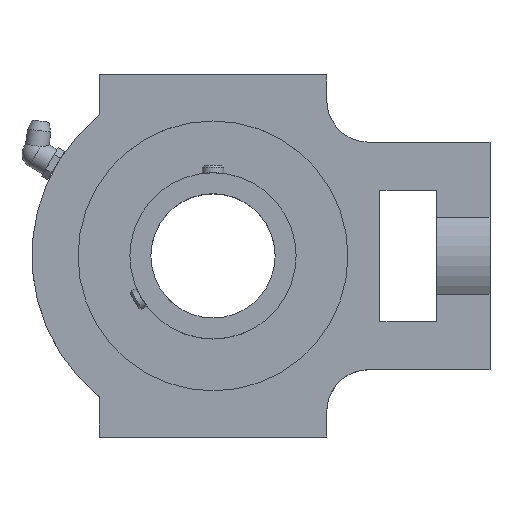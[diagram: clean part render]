
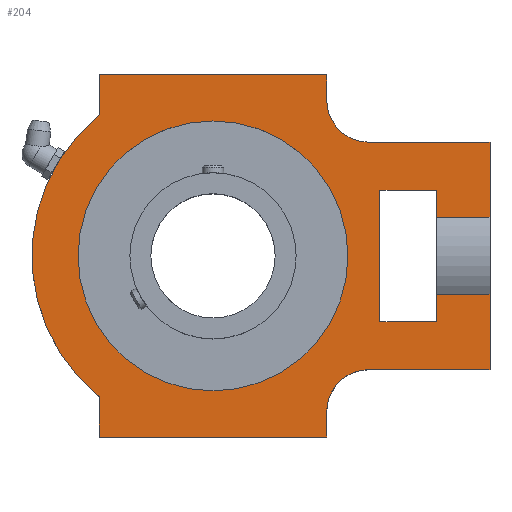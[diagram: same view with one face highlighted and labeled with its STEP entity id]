
A CAD part, top view. The second image highlights one B-rep face of the part: STEP entity #204.
In plain terms, the highlighted planar face has unit normal (0, 0, 1).
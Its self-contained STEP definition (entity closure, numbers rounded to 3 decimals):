
#204 = ADVANCED_FACE( '', ( #346, #347 ), #348, .T. );
#346 = FACE_BOUND( '', #543, .T. );
#347 = FACE_OUTER_BOUND( '', #544, .T. );
#348 = PLANE( '', #545 );
#543 = EDGE_LOOP( '', ( #865 ) );
#544 = EDGE_LOOP( '', ( #866, #867, #868, #869, #870, #871, #872, #873, #874, #875, #876, #877, #878, #879, #880, #881, #882, #883, #884, #885 ) );
#545 = AXIS2_PLACEMENT_3D( '', #886, #887, #888 );
#865 = ORIENTED_EDGE( '', *, *, #1308, .F. );
#866 = ORIENTED_EDGE( '', *, *, #1309, .T. );
#867 = ORIENTED_EDGE( '', *, *, #1310, .F. );
#868 = ORIENTED_EDGE( '', *, *, #1311, .T. );
#869 = ORIENTED_EDGE( '', *, *, #1312, .F. );
#870 = ORIENTED_EDGE( '', *, *, #1313, .T. );
#871 = ORIENTED_EDGE( '', *, *, #1314, .T. );
#872 = ORIENTED_EDGE( '', *, *, #1315, .T. );
#873 = ORIENTED_EDGE( '', *, *, #1316, .T. );
#874 = ORIENTED_EDGE( '', *, *, #1317, .T. );
#875 = ORIENTED_EDGE( '', *, *, #1318, .F. );
#876 = ORIENTED_EDGE( '', *, *, #1319, .T. );
#877 = ORIENTED_EDGE( '', *, *, #1320, .F. );
#878 = ORIENTED_EDGE( '', *, *, #1321, .F. );
#879 = ORIENTED_EDGE( '', *, *, #1322, .T. );
#880 = ORIENTED_EDGE( '', *, *, #1323, .F. );
#881 = ORIENTED_EDGE( '', *, *, #1324, .F. );
#882 = ORIENTED_EDGE( '', *, *, #1325, .F. );
#883 = ORIENTED_EDGE( '', *, *, #1326, .T. );
#884 = ORIENTED_EDGE( '', *, *, #1327, .T. );
#885 = ORIENTED_EDGE( '', *, *, #1328, .F. );
#886 = CARTESIAN_POINT( '', ( 63., 51., 15. ) );
#887 = DIRECTION( '', ( 0., 0., 1. ) );
#888 = DIRECTION( '', ( 1., 0., 0. ) );
#1308 = EDGE_CURVE( '', #1533, #1533, #1534, .T. );
#1309 = EDGE_CURVE( '', #1535, #1536, #1537, .T. );
#1310 = EDGE_CURVE( '', #1538, #1536, #1539, .T. );
#1311 = EDGE_CURVE( '', #1538, #1540, #1541, .T. );
#1312 = EDGE_CURVE( '', #1542, #1540, #1543, .T. );
#1313 = EDGE_CURVE( '', #1542, #1544, #1545, .T. );
#1314 = EDGE_CURVE( '', #1544, #1546, #1547, .T. );
#1315 = EDGE_CURVE( '', #1546, #1548, #1549, .T. );
#1316 = EDGE_CURVE( '', #1548, #1550, #1551, .T. );
#1317 = EDGE_CURVE( '', #1550, #1552, #1553, .T. );
#1318 = EDGE_CURVE( '', #1554, #1552, #1555, .T. );
#1319 = EDGE_CURVE( '', #1554, #1556, #1557, .T. );
#1320 = EDGE_CURVE( '', #1558, #1556, #1559, .T. );
#1321 = EDGE_CURVE( '', #1560, #1558, #1561, .T. );
#1322 = EDGE_CURVE( '', #1560, #1562, #1563, .T. );
#1323 = EDGE_CURVE( '', #1564, #1562, #1565, .T. );
#1324 = EDGE_CURVE( '', #1566, #1564, #1567, .T. );
#1325 = EDGE_CURVE( '', #1568, #1566, #1569, .T. );
#1326 = EDGE_CURVE( '', #1568, #1570, #1571, .T. );
#1327 = EDGE_CURVE( '', #1570, #1572, #1573, .T. );
#1328 = EDGE_CURVE( '', #1535, #1572, #1574, .T. );
#1533 = VERTEX_POINT( '', #2130 );
#1534 = CIRCLE( '', #2131, 38. );
#1535 = VERTEX_POINT( '', #2132 );
#1536 = VERTEX_POINT( '', #2133 );
#1537 = LINE( '', #2134, #2135 );
#1538 = VERTEX_POINT( '', #2136 );
#1539 = CIRCLE( '', #2137, 12. );
#1540 = VERTEX_POINT( '', #2138 );
#1541 = LINE( '', #2139, #2140 );
#1542 = VERTEX_POINT( '', #2141 );
#1543 = LINE( '', #2142, #2143 );
#1544 = VERTEX_POINT( '', #2144 );
#1545 = LINE( '', #2145, #2146 );
#1546 = VERTEX_POINT( '', #2147 );
#1547 = CIRCLE( '', #2148, 51. );
#1548 = VERTEX_POINT( '', #2149 );
#1549 = LINE( '', #2150, #2151 );
#1550 = VERTEX_POINT( '', #2152 );
#1551 = LINE( '', #2153, #2154 );
#1552 = VERTEX_POINT( '', #2155 );
#1553 = LINE( '', #2156, #2157 );
#1554 = VERTEX_POINT( '', #2158 );
#1555 = CIRCLE( '', #2159, 12. );
#1556 = VERTEX_POINT( '', #2160 );
#1557 = LINE( '', #2161, #2162 );
#1558 = VERTEX_POINT( '', #2163 );
#1559 = LINE( '', #2164, #2165 );
#1560 = VERTEX_POINT( '', #2166 );
#1561 = LINE( '', #2167, #2168 );
#1562 = VERTEX_POINT( '', #2169 );
#1563 = LINE( '', #2170, #2171 );
#1564 = VERTEX_POINT( '', #2172 );
#1565 = LINE( '', #2173, #2174 );
#1566 = VERTEX_POINT( '', #2175 );
#1567 = LINE( '', #2176, #2177 );
#1568 = VERTEX_POINT( '', #2178 );
#1569 = LINE( '', #2179, #2180 );
#1570 = VERTEX_POINT( '', #2181 );
#1571 = LINE( '', #2182, #2183 );
#1572 = VERTEX_POINT( '', #2184 );
#1573 = LINE( '', #2185, #2186 );
#1574 = LINE( '', #2187, #2188 );
#2130 = CARTESIAN_POINT( '', ( 38., 0., 15. ) );
#2131 = AXIS2_PLACEMENT_3D( '', #2541, #2542, #2543 );
#2132 = CARTESIAN_POINT( '', ( 78., 32., 15. ) );
#2133 = CARTESIAN_POINT( '', ( 44., 32., 15. ) );
#2134 = CARTESIAN_POINT( '', ( 78., 32., 15. ) );
#2135 = VECTOR( '', #2544, 1000. );
#2136 = CARTESIAN_POINT( '', ( 32., 44., 15. ) );
#2137 = AXIS2_PLACEMENT_3D( '', #2545, #2546, #2547 );
#2138 = CARTESIAN_POINT( '', ( 32., 51., 15. ) );
#2139 = CARTESIAN_POINT( '', ( 32., 44., 15. ) );
#2140 = VECTOR( '', #2548, 1000. );
#2141 = CARTESIAN_POINT( '', ( -32., 51., 15. ) );
#2142 = CARTESIAN_POINT( '', ( -66., 51., 15. ) );
#2143 = VECTOR( '', #2549, 1000. );
#2144 = CARTESIAN_POINT( '', ( -32., 39.711, 15. ) );
#2145 = CARTESIAN_POINT( '', ( -32., 51., 15. ) );
#2146 = VECTOR( '', #2550, 1000. );
#2147 = CARTESIAN_POINT( '', ( -32., -39.711, 15. ) );
#2148 = AXIS2_PLACEMENT_3D( '', #2551, #2552, #2553 );
#2149 = CARTESIAN_POINT( '', ( -32., -51., 15. ) );
#2150 = CARTESIAN_POINT( '', ( -32., -39.711, 15. ) );
#2151 = VECTOR( '', #2554, 1000. );
#2152 = CARTESIAN_POINT( '', ( 32., -51., 15. ) );
#2153 = CARTESIAN_POINT( '', ( -66., -51., 15. ) );
#2154 = VECTOR( '', #2555, 1000. );
#2155 = CARTESIAN_POINT( '', ( 32., -44., 15. ) );
#2156 = CARTESIAN_POINT( '', ( 32., -51., 15. ) );
#2157 = VECTOR( '', #2556, 1000. );
#2158 = CARTESIAN_POINT( '', ( 44., -32., 15. ) );
#2159 = AXIS2_PLACEMENT_3D( '', #2557, #2558, #2559 );
#2160 = CARTESIAN_POINT( '', ( 78., -32., 15. ) );
#2161 = CARTESIAN_POINT( '', ( 44., -32., 15. ) );
#2162 = VECTOR( '', #2560, 1000. );
#2163 = CARTESIAN_POINT( '', ( 78., -10.828, 15. ) );
#2164 = CARTESIAN_POINT( '', ( 78., -10.828, 15. ) );
#2165 = VECTOR( '', #2561, 1000. );
#2166 = CARTESIAN_POINT( '', ( 63., -10.828, 15. ) );
#2167 = CARTESIAN_POINT( '', ( 63., -10.828, 15. ) );
#2168 = VECTOR( '', #2562, 1000. );
#2169 = CARTESIAN_POINT( '', ( 63., -18.5, 15. ) );
#2170 = CARTESIAN_POINT( '', ( 63., -10.828, 15. ) );
#2171 = VECTOR( '', #2563, 1000. );
#2172 = CARTESIAN_POINT( '', ( 47., -18.5, 15. ) );
#2173 = CARTESIAN_POINT( '', ( 47., -18.5, 15. ) );
#2174 = VECTOR( '', #2564, 1000. );
#2175 = CARTESIAN_POINT( '', ( 47., 18.5, 15. ) );
#2176 = CARTESIAN_POINT( '', ( 47., 18.5, 15. ) );
#2177 = VECTOR( '', #2565, 1000. );
#2178 = CARTESIAN_POINT( '', ( 63., 18.5, 15. ) );
#2179 = CARTESIAN_POINT( '', ( 63., 18.5, 15. ) );
#2180 = VECTOR( '', #2566, 1000. );
#2181 = CARTESIAN_POINT( '', ( 63., 10.828, 15. ) );
#2182 = CARTESIAN_POINT( '', ( 63., 51., 15. ) );
#2183 = VECTOR( '', #2567, 1000. );
#2184 = CARTESIAN_POINT( '', ( 78., 10.828, 15. ) );
#2185 = CARTESIAN_POINT( '', ( 63., 10.828, 15. ) );
#2186 = VECTOR( '', #2568, 1000. );
#2187 = CARTESIAN_POINT( '', ( 78., 51., 15. ) );
#2188 = VECTOR( '', #2569, 1000. );
#2541 = CARTESIAN_POINT( '', ( 0., 0., 15. ) );
#2542 = DIRECTION( '', ( 0., 0., 1. ) );
#2543 = DIRECTION( '', ( 1., 0., 0. ) );
#2544 = DIRECTION( '', ( -1., 0., 0. ) );
#2545 = CARTESIAN_POINT( '', ( 44., 44., 15. ) );
#2546 = DIRECTION( '', ( 0., 0., 1. ) );
#2547 = DIRECTION( '', ( 1., 0., 0. ) );
#2548 = DIRECTION( '', ( 0., 1., 0. ) );
#2549 = DIRECTION( '', ( 1., 0., 0. ) );
#2550 = DIRECTION( '', ( 0., -1., 0. ) );
#2551 = CARTESIAN_POINT( '', ( 0., 0., 15. ) );
#2552 = DIRECTION( '', ( 0., 0., 1. ) );
#2553 = DIRECTION( '', ( 1., 0., 0. ) );
#2554 = DIRECTION( '', ( 0., -1., 0. ) );
#2555 = DIRECTION( '', ( 1., 0., 0. ) );
#2556 = DIRECTION( '', ( 0., 1., 0. ) );
#2557 = CARTESIAN_POINT( '', ( 44., -44., 15. ) );
#2558 = DIRECTION( '', ( 0., 0., 1. ) );
#2559 = DIRECTION( '', ( 1., 0., 0. ) );
#2560 = DIRECTION( '', ( 1., 0., 0. ) );
#2561 = DIRECTION( '', ( 0., -1., 0. ) );
#2562 = DIRECTION( '', ( 1., 0., 0. ) );
#2563 = DIRECTION( '', ( 0., -1., 0. ) );
#2564 = DIRECTION( '', ( 1., 0., 0. ) );
#2565 = DIRECTION( '', ( 0., -1., 0. ) );
#2566 = DIRECTION( '', ( -1., 0., 0. ) );
#2567 = DIRECTION( '', ( 0., -1., 0. ) );
#2568 = DIRECTION( '', ( 1., 0., 0. ) );
#2569 = DIRECTION( '', ( 0., -1., 0. ) );
